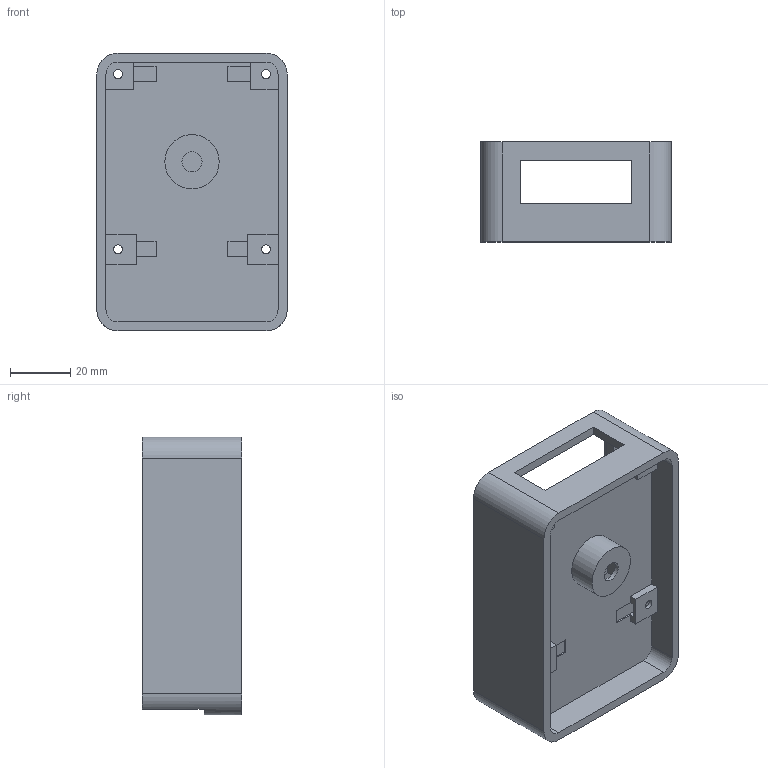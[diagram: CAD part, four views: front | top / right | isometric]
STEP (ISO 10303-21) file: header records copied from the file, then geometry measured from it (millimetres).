
FILE_DESCRIPTION(/* description */ (''),/* implementation_level */ '2;1');
FILE_NAME(/* name */ 'MouseGoggles 1.0 RaspberryPiCaseBackV4 v3.step',/* time_stamp */ '2024-01-19T05:21:21-05:00',/* author */ (''),/* organization */ (''),/* preprocessor_version */ 'ST-DEVELOPER v20',/* originating_system */ 'Autodesk Translation Framework v12.14.0.127',/* authorisation */ '');
FILE_SCHEMA (('AUTOMOTIVE_DESIGN { 1 0 10303 214 3 1 1 }'));
Length unit declared in the file: millimetre
Products named in the file (1): MouseGoggles 1.0 RaspberryPiCaseBackV4
Bounding box: 63 x 33 x 92 mm (x, y, z)
Volume: 36557.3 mm3; surface area: 27243.1 mm2
Topology: 1 solids, 1 shells, 118 faces, 329 edges, 218 vertices
Faces by surface type: plane 87, cylinder 31
Full cylindrical faces by diameter (mm): 3 x8, 5 x4, 6.7 x2, 18 x1
Entity records: 3851 total; most frequent: CARTESIAN_POINT 666, ORIENTED_EDGE 658, DIRECTION 633, EDGE_CURVE 329, LINE 263, VECTOR 263, VERTEX_POINT 218, AXIS2_PLACEMENT_3D 185
